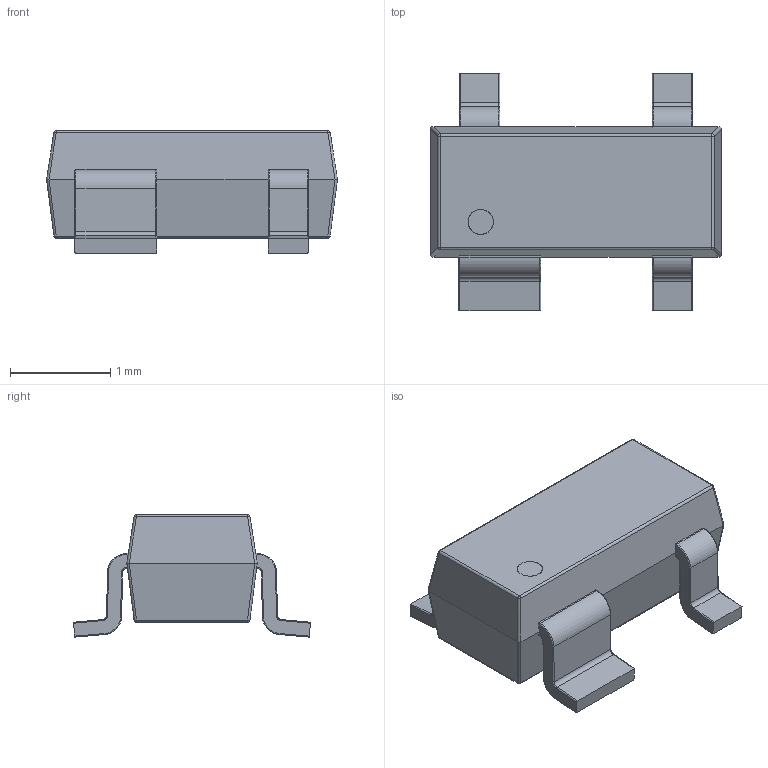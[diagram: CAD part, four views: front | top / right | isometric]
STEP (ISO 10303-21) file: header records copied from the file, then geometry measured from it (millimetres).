
FILE_DESCRIPTION (( 'STEP AP214' ), '1' );
FILE_NAME ('User Library-SOT143-1.STEP', '2015-09-09T20:21:27', ( 'Windows User' ), ( '' ), 'SwSTEP 2.0', 'SolidWorks 2015', '' );
FILE_SCHEMA (( 'AUTOMOTIVE_DESIGN' ));
Length unit declared in the file: centimetre
Products named in the file (1): User Library-SOT143-1
Bounding box: 2.9 x 2.36 x 1.22 mm (x, y, z)
Surface area: 20.5 mm2 (no closed solid volume)
Topology: 0 solids, 3 shells, 169 faces, 406 edges, 240 vertices
Faces by surface type: cylinder 82, plane 47, bspline 40
Entity records: 7232 total; most frequent: CARTESIAN_POINT 1640, ORIENTED_EDGE 804, DIRECTION 750, EDGE_CURVE 406, AXIS2_PLACEMENT_3D 270, VERTEX_POINT 240, LINE 210, VECTOR 210
